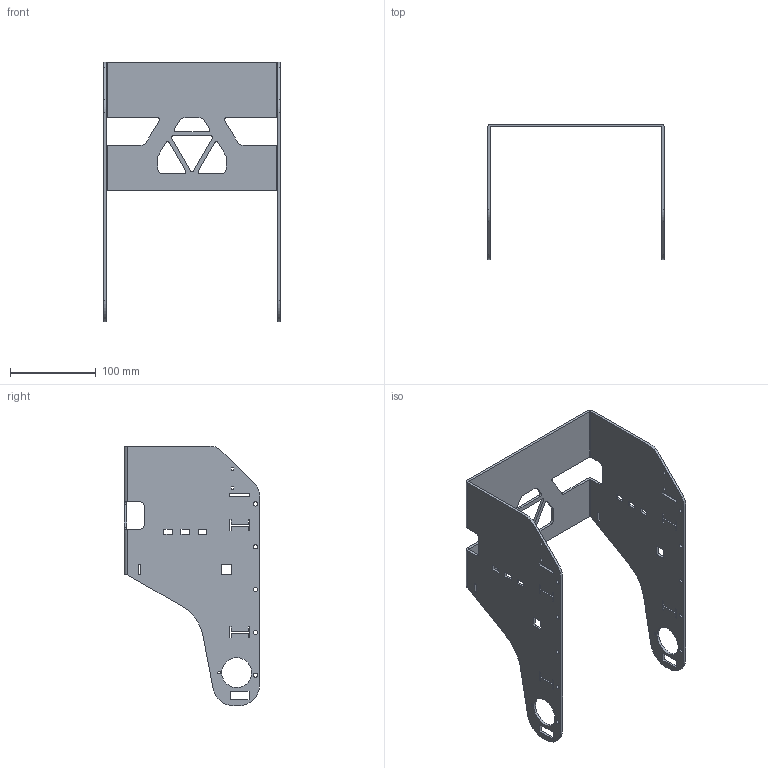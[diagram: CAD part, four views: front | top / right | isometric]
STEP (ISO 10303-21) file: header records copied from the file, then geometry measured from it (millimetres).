
FILE_DESCRIPTION(/* description */ (''),/* implementation_level */ '2;1');
FILE_NAME(/* name */ 'Shell.stp',/* time_stamp */ '2015-09-22T16:06:19-07:00',/* author */ ('Evil Brian'),/* organization */ (''),/* preprocessor_version */ 'ST-DEVELOPER v16.1',/* originating_system */ 'Autodesk Inventor 2016',/* authorisation */ '');
FILE_SCHEMA (('AUTOMOTIVE_DESIGN { 1 0 10303 214 3 1 1 }'));
Length unit declared in the file: millimetre
Products named in the file (1): Shell
Bounding box: 206.43 x 158.21 x 303.28 mm (x, y, z)
Volume: 258247.2 mm3; surface area: 184295.8 mm2
Topology: 1 solids, 1 shells, 234 faces, 704 edges, 468 vertices
Faces by surface type: plane 161, cylinder 71, bspline 2
Full cylindrical faces by diameter (mm): 3 x2, 5 x10, 35 x2
Entity records: 8028 total; most frequent: CARTESIAN_POINT 1435, ORIENTED_EDGE 1380, DIRECTION 1294, EDGE_CURVE 690, LINE 544, VECTOR 544, VERTEX_POINT 468, AXIS2_PLACEMENT_3D 375
